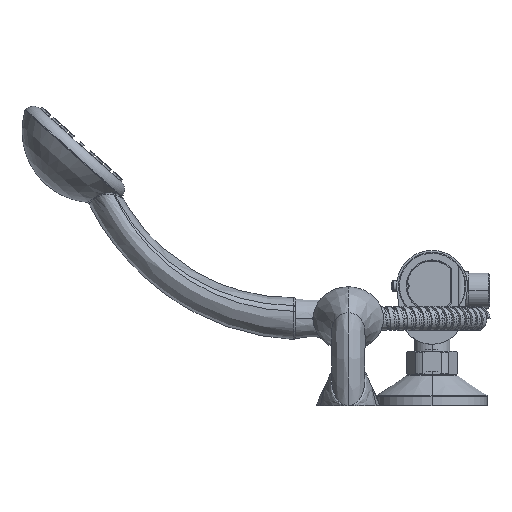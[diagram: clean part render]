
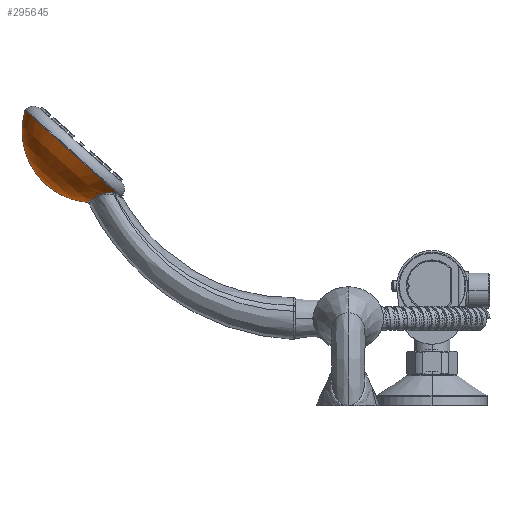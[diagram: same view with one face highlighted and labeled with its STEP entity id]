
A CAD part, left-side view. The second image highlights one B-rep face of the part: STEP entity #295645.
In plain terms, the highlighted spherical face has radius 42.894 mm.
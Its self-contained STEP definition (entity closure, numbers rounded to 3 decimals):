
#274580=CARTESIAN_POINT('',(-250.,205.685,
49.783));
#274672=CARTESIAN_POINT('',(-250.,201.952,92.515));
#274673=DIRECTION('',(-1.,0.,0.));
#274674=DIRECTION('',(0.,0.958,0.286));
#274675=AXIS2_PLACEMENT_3D('',#274672,#274673,#274674);
#274677=CARTESIAN_POINT('',(-250.,201.952,92.515));
#274678=DIRECTION('',(1.,0.,0.));
#274679=DIRECTION('',(0.,0.087,-0.996));
#274680=AXIS2_PLACEMENT_3D('',#274677,#274678,#274679);
#275054=CARTESIAN_POINT('',(-268.07,189.591,
55.628));
#275055=CARTESIAN_POINT('',(-268.172,189.696,
55.644));
#275056=CARTESIAN_POINT('',(-268.37,189.905,
55.672));
#275057=CARTESIAN_POINT('',(-268.642,190.216,
55.708));
#275058=CARTESIAN_POINT('',(-268.891,190.526,
55.738));
#275059=CARTESIAN_POINT('',(-269.118,190.833,
55.761));
#275060=CARTESIAN_POINT('',(-269.324,191.138,
55.778));
#275061=CARTESIAN_POINT('',(-269.51,191.439,
55.789));
#275062=CARTESIAN_POINT('',(-269.678,191.738,
55.794));
#275063=CARTESIAN_POINT('',(-269.828,192.033,
55.794));
#275064=CARTESIAN_POINT('',(-269.962,192.327,
55.789));
#275065=CARTESIAN_POINT('',(-270.08,192.618,
55.778));
#275066=CARTESIAN_POINT('',(-270.183,192.907,
55.762));
#275067=CARTESIAN_POINT('',(-270.271,193.193,
55.741));
#275068=CARTESIAN_POINT('',(-270.345,193.477,
55.715));
#275069=CARTESIAN_POINT('',(-270.406,193.76,
55.685));
#275070=CARTESIAN_POINT('',(-270.453,194.041,
55.65));
#275071=CARTESIAN_POINT('',(-270.488,194.32,
55.61));
#275072=CARTESIAN_POINT('',(-270.509,194.599,
55.566));
#275073=CARTESIAN_POINT('',(-270.518,194.877,
55.517));
#275074=CARTESIAN_POINT('',(-270.515,195.154,
55.462));
#275075=CARTESIAN_POINT('',(-270.498,195.431,
55.404));
#275076=CARTESIAN_POINT('',(-270.469,195.71,
55.34));
#275077=CARTESIAN_POINT('',(-270.427,195.991,
55.27));
#275078=CARTESIAN_POINT('',(-270.37,196.274,
55.195));
#275079=CARTESIAN_POINT('',(-270.299,196.561,
55.114));
#275080=CARTESIAN_POINT('',(-270.213,196.851,
55.027));
#275081=CARTESIAN_POINT('',(-270.11,197.145,
54.933));
#275082=CARTESIAN_POINT('',(-269.991,197.442,
54.832));
#275083=CARTESIAN_POINT('',(-269.854,197.743,
54.725));
#275084=CARTESIAN_POINT('',(-269.699,198.048,
54.611));
#275085=CARTESIAN_POINT('',(-269.523,198.356,
54.49));
#275086=CARTESIAN_POINT('',(-269.328,198.665,
54.362));
#275087=CARTESIAN_POINT('',(-269.113,198.974,
54.229));
#275088=CARTESIAN_POINT('',(-268.879,199.282,
54.09));
#275089=CARTESIAN_POINT('',(-268.626,199.586,
53.947));
#275090=CARTESIAN_POINT('',(-268.356,199.885,
53.801));
#275091=CARTESIAN_POINT('',(-268.068,200.18,
53.651));
#275092=CARTESIAN_POINT('',(-267.763,200.469,
53.499));
#275093=CARTESIAN_POINT('',(-267.441,200.752,
53.344));
#275094=CARTESIAN_POINT('',(-267.1,201.031,
53.186));
#275095=CARTESIAN_POINT('',(-266.741,201.305,
53.027));
#275096=CARTESIAN_POINT('',(-266.362,201.574,
52.865));
#275097=CARTESIAN_POINT('',(-265.963,201.838,
52.701));
#275098=CARTESIAN_POINT('',(-265.545,202.097,
52.536));
#275099=CARTESIAN_POINT('',(-265.108,202.35,
52.37));
#275100=CARTESIAN_POINT('',(-264.654,202.596,
52.205));
#275101=CARTESIAN_POINT('',(-264.182,202.835,
52.041));
#275102=CARTESIAN_POINT('',(-263.693,203.067,
51.879));
#275103=CARTESIAN_POINT('',(-263.188,203.29,
51.719));
#275104=CARTESIAN_POINT('',(-262.668,203.505,
51.562));
#275105=CARTESIAN_POINT('',(-262.132,203.712,
51.408));
#275106=CARTESIAN_POINT('',(-261.582,203.909,
51.259));
#275107=CARTESIAN_POINT('',(-261.016,204.097,
51.113));
#275108=CARTESIAN_POINT('',(-260.436,204.276,
50.973));
#275109=CARTESIAN_POINT('',(-259.841,204.446,
50.838));
#275110=CARTESIAN_POINT('',(-259.23,204.605,
50.708));
#275111=CARTESIAN_POINT('',(-258.603,204.756,
50.584));
#275112=CARTESIAN_POINT('',(-257.959,204.896,
50.467));
#275113=CARTESIAN_POINT('',(-257.295,205.027,
50.356));
#275114=CARTESIAN_POINT('',(-256.615,205.148,
50.253));
#275115=CARTESIAN_POINT('',(-255.919,205.257,
50.158));
#275116=CARTESIAN_POINT('',(-255.209,205.356,
50.072));
#275117=CARTESIAN_POINT('',(-254.486,205.442,
49.997));
#275118=CARTESIAN_POINT('',(-253.753,205.516,
49.932));
#275119=CARTESIAN_POINT('',(-253.01,205.577,
49.878));
#275120=CARTESIAN_POINT('',(-252.261,205.625,
49.836));
#275121=CARTESIAN_POINT('',(-251.507,205.66,
49.806));
#275122=CARTESIAN_POINT('',(-250.752,205.681,
49.787));
#275123=CARTESIAN_POINT('',(-250.251,205.685,
49.783));
#275124=CARTESIAN_POINT('',(-250.,205.685,
49.783));
#275126=CARTESIAN_POINT('',(-250.,214.268,78.852));
#275127=DIRECTION('',(0.,-0.67,0.743));
#275128=DIRECTION('',(0.,0.743,0.67));
#275129=AXIS2_PLACEMENT_3D('',#275126,#275127,#275128);
#275131=CARTESIAN_POINT('',(-266.101,188.088,
55.253));
#275132=CARTESIAN_POINT('',(-266.218,188.161,
55.276));
#275133=CARTESIAN_POINT('',(-266.449,188.309,
55.323));
#275134=CARTESIAN_POINT('',(-266.785,188.535,
55.391));
#275135=CARTESIAN_POINT('',(-267.002,188.688,
55.435));
#275136=CARTESIAN_POINT('',(-267.109,188.765,
55.457));
#275138=CARTESIAN_POINT('',(-267.109,188.765,
55.457));
#275139=CARTESIAN_POINT('',(-267.195,188.827,
55.474));
#275140=CARTESIAN_POINT('',(-267.364,188.955,
55.508));
#275141=CARTESIAN_POINT('',(-267.608,189.157,
55.553));
#275142=CARTESIAN_POINT('',(-267.844,189.368,
55.593));
#275143=CARTESIAN_POINT('',(-267.995,189.516,
55.617));
#275144=CARTESIAN_POINT('',(-268.07,189.591,
55.628));
#293308=CARTESIAN_POINT('',(-250.,243.05,104.798));
#293309=CARTESIAN_POINT('',(-250.,230.672,60.655));
#293310=VERTEX_POINT('',#293308);
#293311=VERTEX_POINT('',#293309);
#293328=VERTEX_POINT('',#274580);
#293333=VERTEX_POINT('',#275054);
#293334=CARTESIAN_POINT('',(-266.101,188.088,
55.253));
#293335=VERTEX_POINT('',#293334);
#293343=VERTEX_POINT('',#275138);
#295631=CARTESIAN_POINT('',(-250.,201.952,92.515));
#295632=DIRECTION('',(0.,-0.67,0.743));
#295633=DIRECTION('',(0.,-0.743,-0.67));
#295634=AXIS2_PLACEMENT_3D('',#295631,#295632,#295633);
#295635=SPHERICAL_SURFACE('',#295634,42.894);
#295636=ORIENTED_EDGE('',*,*,#295268,.T.);
#295637=ORIENTED_EDGE('',*,*,#295024,.T.);
#295638=ORIENTED_EDGE('',*,*,#295022,.F.);
#295639=ORIENTED_EDGE('',*,*,#294998,.T.);
#295641=ORIENTED_EDGE('',*,*,#295640,.T.);
#295642=ORIENTED_EDGE('',*,*,#295610,.T.);
#295643=EDGE_LOOP('',(#295636,#295637,#295638,#295639,#295641,#295642));
#295644=FACE_OUTER_BOUND('',#295643,.F.);
#295645=ADVANCED_FACE('',(#295644),#295635,.T.);
#274676=CIRCLE('',#274675,42.894);
#274681=CIRCLE('',#274680,42.894);
#275125=B_SPLINE_CURVE_WITH_KNOTS('',3,(#275054,#275055,#275056,#275057,#275058,
#275059,#275060,#275061,#275062,#275063,#275064,#275065,#275066,#275067,#275068,
#275069,#275070,#275071,#275072,#275073,#275074,#275075,#275076,#275077,#275078,
#275079,#275080,#275081,#275082,#275083,#275084,#275085,#275086,#275087,#275088,
#275089,#275090,#275091,#275092,#275093,#275094,#275095,#275096,#275097,#275098,
#275099,#275100,#275101,#275102,#275103,#275104,#275105,#275106,#275107,#275108,
#275109,#275110,#275111,#275112,#275113,#275114,#275115,#275116,#275117,#275118,
#275119,#275120,#275121,#275122,#275123,#275124),.UNSPECIFIED.,.F.,.F.,(4,1,1,1,
1,1,1,1,1,1,1,1,1,1,1,1,1,1,1,1,1,1,1,1,1,1,1,1,1,1,1,1,1,1,1,1,1,1,1,1,1,1,1,1,
1,1,1,1,1,1,1,1,1,1,1,1,1,1,1,1,1,1,1,1,1,1,1,1,4),(0.,0.015,
0.029,0.044,0.059,0.074,
0.088,0.103,0.118,0.132,
0.147,0.162,0.176,0.191,
0.206,0.221,0.235,0.25,0.265,
0.279,0.294,0.309,0.324,
0.338,0.353,0.368,0.382,
0.397,0.412,0.426,0.441,
0.456,0.471,0.485,0.5,0.515,
0.529,0.544,0.559,0.574,
0.588,0.603,0.618,0.632,
0.647,0.662,0.676,0.691,
0.706,0.721,0.735,0.75,0.765,
0.779,0.794,0.809,0.824,
0.838,0.853,0.868,0.882,
0.897,0.912,0.926,0.941,
0.956,0.971,0.985,1.),.UNSPECIFIED.);
#275130=CIRCLE('',#275129,38.75);
#275137=B_SPLINE_CURVE_WITH_KNOTS('',3,(#275131,#275132,#275133,#275134,#275135,
#275136),.UNSPECIFIED.,.F.,.F.,(4,1,1,4),(0.,0.333,
0.667,1.),.UNSPECIFIED.);
#275145=B_SPLINE_CURVE_WITH_KNOTS('',3,(#275138,#275139,#275140,#275141,#275142,
#275143,#275144),.UNSPECIFIED.,.F.,.F.,(4,1,1,1,4),(0.,0.25,0.5,0.75,
1.),.UNSPECIFIED.);
#294998=EDGE_CURVE('',#293310,#293335,#275130,.T.);
#295022=EDGE_CURVE('',#293310,#293311,#274676,.T.);
#295024=EDGE_CURVE('',#293328,#293311,#274681,.T.);
#295268=EDGE_CURVE('',#293333,#293328,#275125,.T.);
#295610=EDGE_CURVE('',#293343,#293333,#275145,.T.);
#295640=EDGE_CURVE('',#293335,#293343,#275137,.T.);
